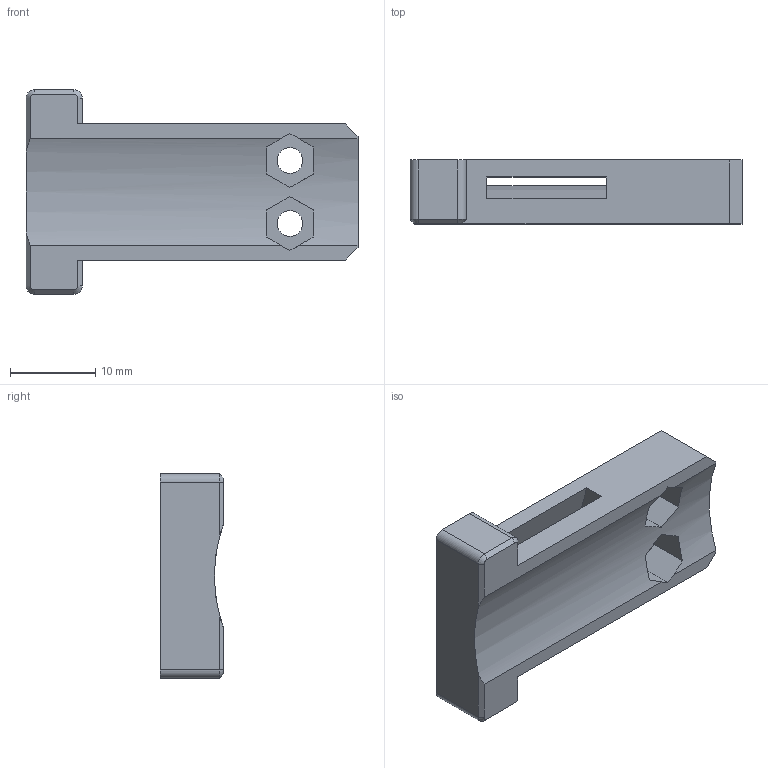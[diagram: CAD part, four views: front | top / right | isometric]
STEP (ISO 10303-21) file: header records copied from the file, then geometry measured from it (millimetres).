
FILE_DESCRIPTION(/* description */ (''),/* implementation_level */ '2;1');
FILE_NAME(/* name */ '90deg_bottom.step',/* time_stamp */ '2021-03-01T20:16:46+01:00',/* author */ (''),/* organization */ (''),/* preprocessor_version */ 'ST-DEVELOPER v18.1',/* originating_system */ 'Autodesk Translation Framework v9.7.1.1290',/* authorisation */ '');
FILE_SCHEMA (('AUTOMOTIVE_DESIGN { 1 0 10303 214 3 1 1 }'));
Length unit declared in the file: millimetre
Products named in the file (1): OBS-D-003VM
Bounding box: 39 x 7.5 x 24 mm (x, y, z)
Volume: 3883.6 mm3; surface area: 2896.9 mm2
Topology: 1 solids, 1 shells, 48 faces, 130 edges, 84 vertices
Faces by surface type: plane 35, cylinder 9, cone 4
Full cylindrical faces by diameter (mm): 3 x2
Entity records: 1551 total; most frequent: DIRECTION 264, CARTESIAN_POINT 263, ORIENTED_EDGE 260, EDGE_CURVE 130, LINE 94, VECTOR 94, AXIS2_PLACEMENT_3D 85, VERTEX_POINT 84
